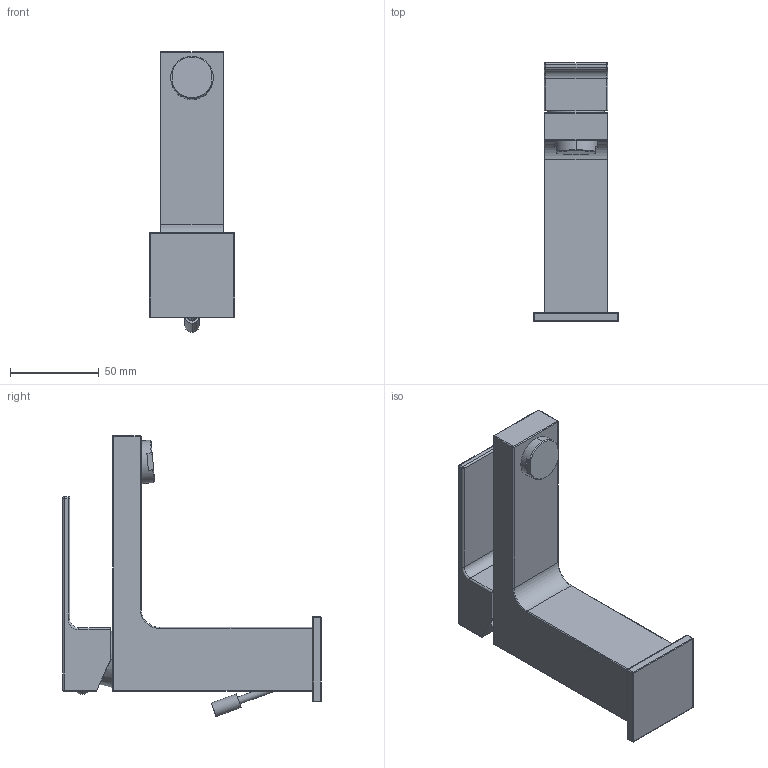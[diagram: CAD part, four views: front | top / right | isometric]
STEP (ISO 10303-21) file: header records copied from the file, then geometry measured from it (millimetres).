
FILE_DESCRIPTION((''),'2;1');
FILE_NAME('EL075CR','2021-01-14T10:04:37',('ut3'),('PAFFONI SpA'),'CREO PARAMETRIC BY PTC INC, 2020044','CREO PARAMETRIC BY PTC INC, 2020044','');
FILE_SCHEMA(('CONFIG_CONTROL_DESIGN','SHAPE_APPEARANCE_LAYERS_GROUPS'));
Length unit declared in the file: millimetre
Products named in the file (1): EL075CR
Bounding box: 48 x 145.58 x 158.1 mm (x, y, z)
Volume: 251378.5 mm3; surface area: 50575.1 mm2
Topology: 2 solids, 2 shells, 181 faces, 407 edges, 239 vertices
Faces by surface type: cylinder 74, plane 57, sphere 22, cone 16, torus 6, bspline 6
Entity records: 7332 total; most frequent: CARTESIAN_POINT 1790, DIRECTION 865, ORIENTED_EDGE 810, EDGE_CURVE 405, AXIS2_PLACEMENT_3D 333, VERTEX_POINT 239, FILL_AREA_STYLE_COLOUR 221, FILL_AREA_STYLE 221
